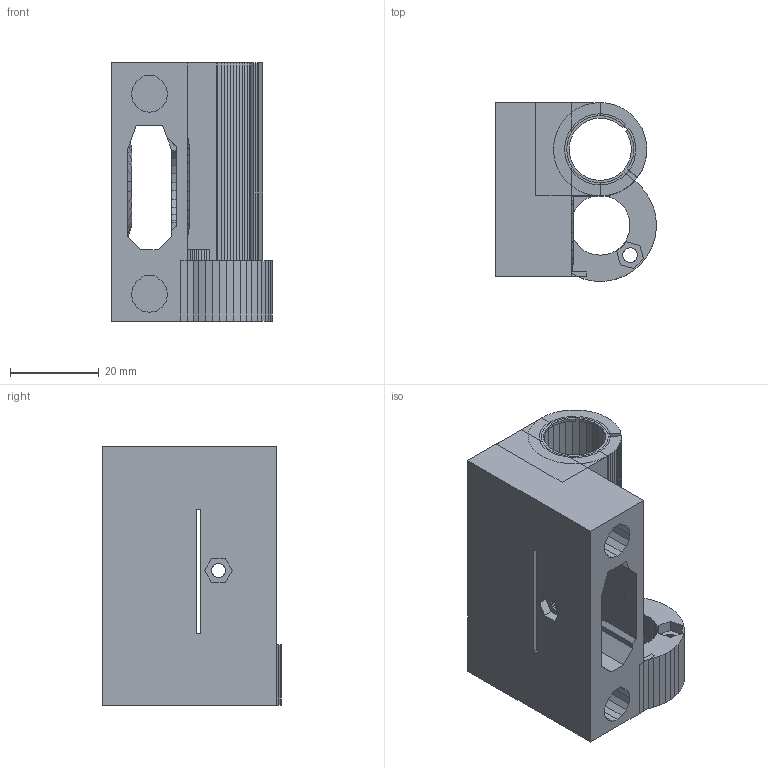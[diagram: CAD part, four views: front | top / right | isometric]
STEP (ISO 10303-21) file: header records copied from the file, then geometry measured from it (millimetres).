
FILE_DESCRIPTION(('FreeCAD Model'),'2;1');
FILE_NAME('x-end-idler.step','2018-07-28T10:21:17',('Author'),(''), 'Open CASCADE STEP processor 6.8','FreeCAD','Unknown');
FILE_SCHEMA(('AUTOMOTIVE_DESIGN { 1 0 10303 214 1 1 1 1 }'));
Length unit declared in the file: millimetre
Products named in the file (3): ASSEMBLY; Group007; difference008
Assembly tree (2 placements, depth 2):
  ASSEMBLY
    Group007
    difference008
Bounding box: 36.12 x 40.1 x 58 mm (x, y, z)
Volume: 35088.8 mm3; surface area: 17965.9 mm2
Topology: 2 solids, 2 shells, 1129 faces, 3169 edges, 2043 vertices
Faces by surface type: plane 846, bspline 282, cone 1
Entity records: 61472 total; most frequent: CARTESIAN_POINT 34309, ORIENTED_EDGE 6338, DIRECTION 4358, EDGE_CURVE 3169, LINE 2584, VECTOR 2584, VERTEX_POINT 2043, FACE_BOUND 1146
